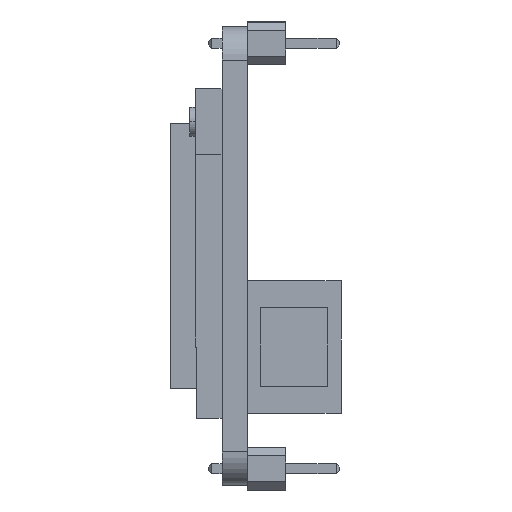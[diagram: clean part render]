
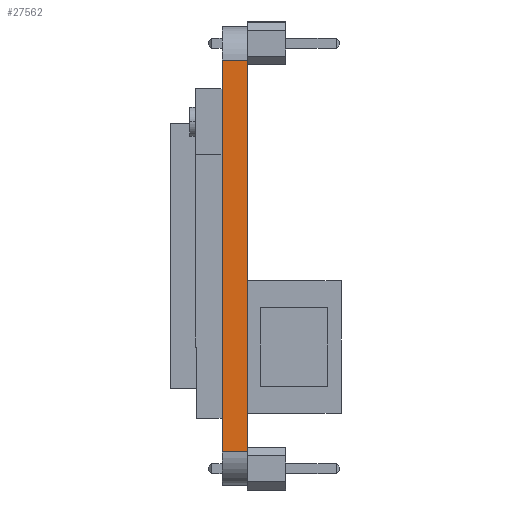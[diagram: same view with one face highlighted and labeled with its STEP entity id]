
A CAD part, left-side view. The second image highlights one B-rep face of the part: STEP entity #27562.
In plain terms, the highlighted planar face has unit normal (-1, 0, 0).
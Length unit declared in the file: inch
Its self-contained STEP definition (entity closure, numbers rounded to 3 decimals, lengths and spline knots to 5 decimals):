
#318 = DIRECTION ( 'NONE',  ( 0., 0., 1. ) ) ;
#710 = ORIENTED_EDGE ( 'NONE', *, *, #22730, .T. ) ;
#944 = CARTESIAN_POINT ( 'NONE',  ( -1.45669, 0., 0.45965 ) ) ;
#1738 = EDGE_CURVE ( 'NONE', #33456, #16053, #20641, .T. ) ;
#3153 = EDGE_CURVE ( 'NONE', #17456, #7077, #16850, .T. ) ;
#3364 = CARTESIAN_POINT ( 'NONE',  ( -1.45669, 0.05906, 0.45965 ) ) ;
#4623 = VECTOR ( 'NONE', #318, 39.37008 ) ;
#5014 = ORIENTED_EDGE ( 'NONE', *, *, #3153, .F. ) ;
#5040 = LINE ( 'NONE', #37549, #36423 ) ;
#7077 = VERTEX_POINT ( 'NONE', #8331 ) ;
#7538 = CARTESIAN_POINT ( 'NONE',  ( -1.45669, 0., -0.45965 ) ) ;
#8331 = CARTESIAN_POINT ( 'NONE',  ( -1.45669, 0.05906, 0.45965 ) ) ;
#11819 = VECTOR ( 'NONE', #15396, 39.37008 ) ;
#11953 = DIRECTION ( 'NONE',  ( 0., -1., 0. ) ) ;
#14844 = VECTOR ( 'NONE', #11953, 39.37008 ) ;
#15396 = DIRECTION ( 'NONE',  ( 0., 0., 1. ) ) ;
#16053 = VERTEX_POINT ( 'NONE', #944 ) ;
#16551 = AXIS2_PLACEMENT_3D ( 'NONE', #32664, #21331, #23990 ) ;
#16599 = ORIENTED_EDGE ( 'NONE', *, *, #1738, .T. ) ;
#16850 = LINE ( 'NONE', #21221, #11819 ) ;
#17456 = VERTEX_POINT ( 'NONE', #32454 ) ;
#20440 = CARTESIAN_POINT ( 'NONE',  ( -1.45669, 0., 0.45965 ) ) ;
#20641 = LINE ( 'NONE', #20440, #4623 ) ;
#20741 = LINE ( 'NONE', #3364, #14844 ) ;
#21221 = CARTESIAN_POINT ( 'NONE',  ( -1.45669, 0.05906, 0.45965 ) ) ;
#21331 = DIRECTION ( 'NONE',  ( 1., 0., 0. ) ) ;
#21438 = PLANE ( 'NONE',  #16551 ) ;
#22167 = ORIENTED_EDGE ( 'NONE', *, *, #29476, .F. ) ;
#22730 = EDGE_CURVE ( 'NONE', #17456, #33456, #5040, .T. ) ;
#23990 = DIRECTION ( 'NONE',  ( 0., 0., -1. ) ) ;
#27562 = ADVANCED_FACE ( 'NONE', ( #34746 ), #21438, .F. ) ;
#29476 = EDGE_CURVE ( 'NONE', #7077, #16053, #20741, .T. ) ;
#32454 = CARTESIAN_POINT ( 'NONE',  ( -1.45669, 0.05906, -0.45965 ) ) ;
#32664 = CARTESIAN_POINT ( 'NONE',  ( -1.45669, 0.05906, 0.45965 ) ) ;
#33456 = VERTEX_POINT ( 'NONE', #7538 ) ;
#34746 = FACE_OUTER_BOUND ( 'NONE', #36663, .T. ) ;
#35135 = DIRECTION ( 'NONE',  ( 0., -1., 0. ) ) ;
#36423 = VECTOR ( 'NONE', #35135, 39.37008 ) ;
#36663 = EDGE_LOOP ( 'NONE', ( #16599, #22167, #5014, #710 ) ) ;
#37549 = CARTESIAN_POINT ( 'NONE',  ( -1.45669, 0.05906, -0.45965 ) ) ;
